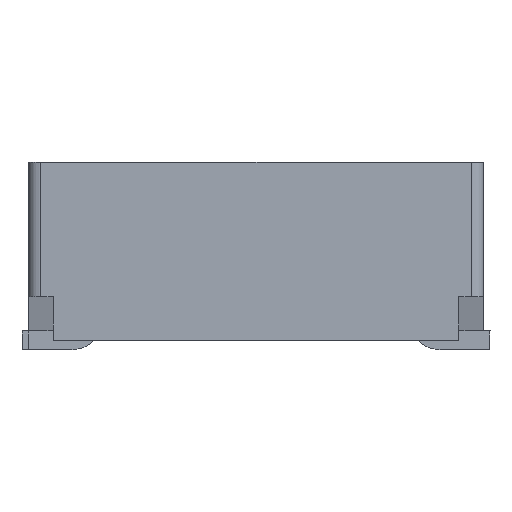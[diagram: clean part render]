
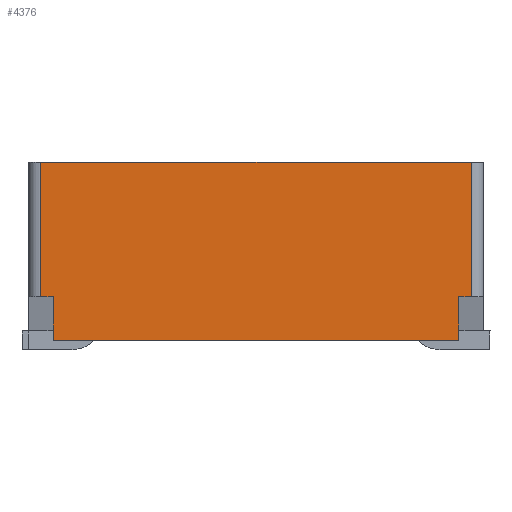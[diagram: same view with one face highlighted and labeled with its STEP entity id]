
A CAD part, front view. The second image highlights one B-rep face of the part: STEP entity #4376.
In plain terms, the highlighted planar face has unit normal (0, -1, 0).
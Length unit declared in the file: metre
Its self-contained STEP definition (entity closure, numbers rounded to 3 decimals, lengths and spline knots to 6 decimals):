
#355=LINE('',#6655,#921);
#362=LINE('',#6670,#928);
#370=LINE('',#6689,#936);
#388=LINE('',#6727,#954);
#389=LINE('',#6729,#955);
#390=LINE('',#6731,#956);
#391=LINE('',#6733,#957);
#392=LINE('',#6735,#958);
#393=LINE('',#6737,#959);
#394=LINE('',#6739,#960);
#395=LINE('',#6741,#961);
#396=LINE('',#6743,#962);
#397=LINE('',#6745,#963);
#398=LINE('',#6747,#964);
#921=VECTOR('',#5398,1.);
#928=VECTOR('',#5409,1.);
#936=VECTOR('',#5423,1.);
#954=VECTOR('',#5455,1.);
#955=VECTOR('',#5456,1.);
#956=VECTOR('',#5457,1.);
#957=VECTOR('',#5458,1.);
#958=VECTOR('',#5459,1.);
#959=VECTOR('',#5460,1.);
#960=VECTOR('',#5461,1.);
#961=VECTOR('',#5462,1.);
#962=VECTOR('',#5463,1.);
#963=VECTOR('',#5464,1.);
#964=VECTOR('',#5465,1.);
#1801=ORIENTED_EDGE('',*,*,#2824,.F.);
#1802=ORIENTED_EDGE('',*,*,#2854,.F.);
#1803=ORIENTED_EDGE('',*,*,#2855,.F.);
#1804=ORIENTED_EDGE('',*,*,#2856,.T.);
#1805=ORIENTED_EDGE('',*,*,#2857,.T.);
#1806=ORIENTED_EDGE('',*,*,#2858,.T.);
#1807=ORIENTED_EDGE('',*,*,#2859,.T.);
#1808=ORIENTED_EDGE('',*,*,#2860,.T.);
#1809=ORIENTED_EDGE('',*,*,#2861,.T.);
#1810=ORIENTED_EDGE('',*,*,#2862,.T.);
#1811=ORIENTED_EDGE('',*,*,#2863,.T.);
#1812=ORIENTED_EDGE('',*,*,#2864,.F.);
#1813=ORIENTED_EDGE('',*,*,#2817,.F.);
#1814=ORIENTED_EDGE('',*,*,#2834,.T.);
#2817=EDGE_CURVE('',#3355,#3356,#355,.T.);
#2824=EDGE_CURVE('',#3362,#3363,#362,.T.);
#2834=EDGE_CURVE('',#3355,#3363,#370,.T.);
#2854=EDGE_CURVE('',#3383,#3362,#388,.T.);
#2855=EDGE_CURVE('',#3384,#3383,#389,.T.);
#2856=EDGE_CURVE('',#3384,#3385,#390,.T.);
#2857=EDGE_CURVE('',#3385,#3386,#391,.T.);
#2858=EDGE_CURVE('',#3386,#3387,#392,.T.);
#2859=EDGE_CURVE('',#3387,#3388,#393,.T.);
#2860=EDGE_CURVE('',#3388,#3389,#394,.T.);
#2861=EDGE_CURVE('',#3389,#3390,#395,.T.);
#2862=EDGE_CURVE('',#3390,#3391,#396,.T.);
#2863=EDGE_CURVE('',#3391,#3392,#397,.T.);
#2864=EDGE_CURVE('',#3356,#3392,#398,.T.);
#3355=VERTEX_POINT('',#6654);
#3356=VERTEX_POINT('',#6656);
#3362=VERTEX_POINT('',#6671);
#3363=VERTEX_POINT('',#6672);
#3383=VERTEX_POINT('',#6728);
#3384=VERTEX_POINT('',#6730);
#3385=VERTEX_POINT('',#6732);
#3386=VERTEX_POINT('',#6734);
#3387=VERTEX_POINT('',#6736);
#3388=VERTEX_POINT('',#6738);
#3389=VERTEX_POINT('',#6740);
#3390=VERTEX_POINT('',#6742);
#3391=VERTEX_POINT('',#6744);
#3392=VERTEX_POINT('',#6746);
#3723=EDGE_LOOP('',(#1801,#1802,#1803,#1804,#1805,#1806,#1807,#1808,#1809,
#1810,#1811,#1812,#1813,#1814));
#3953=FACE_BOUND('',#3723,.T.);
#4167=PLANE('',#4667);
#4376=ADVANCED_FACE('',(#3953),#4167,.T.);
#4667=AXIS2_PLACEMENT_3D('',#6726,#5453,#5454);
#5398=DIRECTION('',(-1.,0.,0.));
#5409=DIRECTION('',(1.,0.,0.));
#5423=DIRECTION('',(0.,0.,1.));
#5453=DIRECTION('',(0.,-1.,0.));
#5454=DIRECTION('',(0.,0.,-1.));
#5455=DIRECTION('',(0.,0.,1.));
#5456=DIRECTION('',(-1.,0.,0.));
#5457=DIRECTION('',(0.,0.,-1.));
#5458=DIRECTION('',(1.,0.,0.));
#5459=DIRECTION('',(1.,0.,0.));
#5460=DIRECTION('',(1.,0.,0.));
#5461=DIRECTION('',(1.,0.,0.));
#5462=DIRECTION('',(1.,0.,0.));
#5463=DIRECTION('',(1.,0.,0.));
#5464=DIRECTION('',(1.,0.,0.));
#5465=DIRECTION('',(0.,0.,-1.));
#6654=CARTESIAN_POINT('',(0.00069,-0.00193,0.00014));
#6655=CARTESIAN_POINT('',(0.,-0.00193,0.00014));
#6656=CARTESIAN_POINT('',(0.00065,-0.00193,0.00014));
#6670=CARTESIAN_POINT('',(0.,-0.00193,0.00057));
#6671=CARTESIAN_POINT('',(-0.00069,-0.00193,0.00057));
#6672=CARTESIAN_POINT('',(0.00069,-0.00193,0.00057));
#6689=CARTESIAN_POINT('',(0.00069,-0.00193,0.000355));
#6726=CARTESIAN_POINT('',(-0.00001,-0.00193,0.00013));
#6727=CARTESIAN_POINT('',(-0.00069,-0.00193,0.000355));
#6728=CARTESIAN_POINT('',(-0.00069,-0.00193,0.00014));
#6729=CARTESIAN_POINT('',(0.,-0.00193,0.00014));
#6730=CARTESIAN_POINT('',(-0.00065,-0.00193,0.00014));
#6731=CARTESIAN_POINT('',(-0.00065,-0.00193,0.00014));
#6732=CARTESIAN_POINT('',(-0.00065,-0.00193,0.));
#6733=CARTESIAN_POINT('',(-0.00065,-0.00193,0.));
#6734=CARTESIAN_POINT('',(-0.000362,-0.00193,0.));
#6735=CARTESIAN_POINT('',(0.00076,-0.00193,0.));
#6736=CARTESIAN_POINT('',(-0.000352,-0.00193,0.));
#6737=CARTESIAN_POINT('',(-0.00066,-0.00193,0.));
#6738=CARTESIAN_POINT('',(-0.00005,-0.00193,0.));
#6739=CARTESIAN_POINT('',(-0.000089,-0.00193,0.));
#6740=CARTESIAN_POINT('',(0.00005,-0.00193,0.));
#6741=CARTESIAN_POINT('',(0.00005,-0.00193,0.));
#6742=CARTESIAN_POINT('',(0.000353,-0.00193,0.));
#6743=CARTESIAN_POINT('',(0.00076,-0.00193,0.));
#6744=CARTESIAN_POINT('',(0.000363,-0.00193,0.));
#6745=CARTESIAN_POINT('',(0.00004,-0.00193,0.));
#6746=CARTESIAN_POINT('',(0.00065,-0.00193,0.));
#6747=CARTESIAN_POINT('',(0.00065,-0.00193,0.00014));
